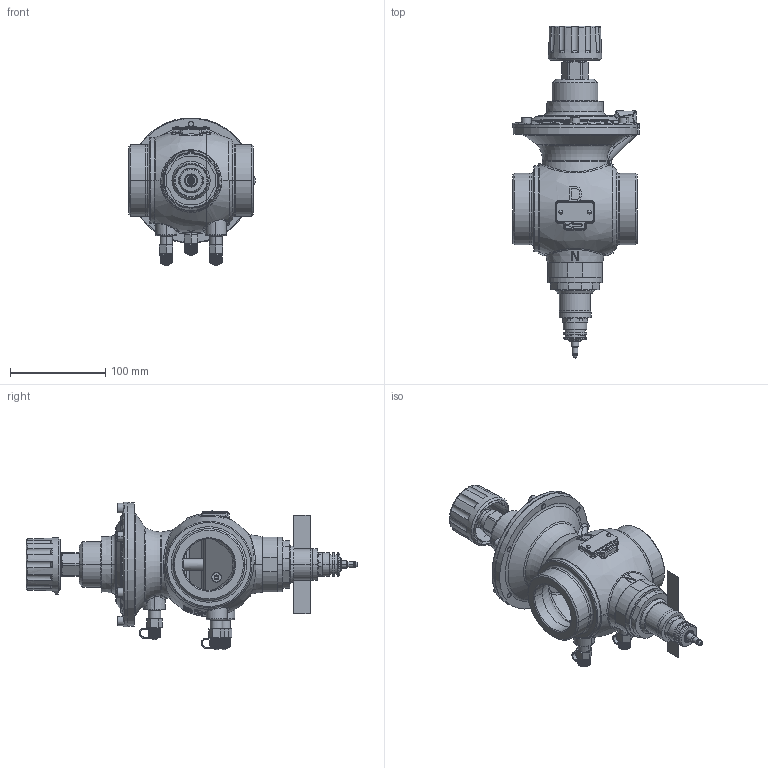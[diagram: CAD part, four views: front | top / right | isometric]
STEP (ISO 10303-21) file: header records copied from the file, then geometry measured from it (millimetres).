
FILE_DESCRIPTION((''),'2;1');
FILE_NAME('003Z0771_ASM','2015-05-08T',('u317927'),('Danfoss'),'PRO/ENGINEER BY PARAMETRIC TECHNOLOGY CORPORATION, 2014000','PRO/ENGINEER BY PARAMETRIC TECHNOLOGY CORPORATION, 2014000','');
FILE_SCHEMA(('CONFIG_CONTROL_DESIGN'));
Products named in the file (29): 8907711; 8907060_ASM; 8907061_ASM; 8907088; HEX_SCREW_DIN912_M6X12; 8907036; 8907037; 89077340; 8907117; 5181001; 8907035; 8503204_VRAT_VENTILA_D_INST; 8503204_STUFFING_BOX_DN65-80_ASM; 89077570_ASM; 89077510; 89077460_ASM; 8901418; 8901388; 8907067_ASM; 8907040; 003L8653; 8901348; 8882005; 5589607; 8901337; 8901338; 8901339; 8901341; 003Z0771_ASM
Assembly tree (37 placements, depth 4):
  003Z0771_ASM
    8907711
    8907060_ASM
    8907061_ASM
    8907088
    HEX_SCREW_DIN912_M6X12  x6
    89077570_ASM
      8907036
      8907037
      89077340
      8907117
      5181001
      8907035
      8503204_STUFFING_BOX_DN65-80_ASM
        8503204_VRAT_VENTILA_D_INST
    89077460_ASM
      89077510
    8907067_ASM
      8901418
      8901388
    8907040
    003L8653
    8901348
    8882005
    5589607  x2
    8901337  x3
    8901338
    8901339  x2
    8901341
Bounding box: 132.92 x 347.8 x 155.03 mm (x, y, z)
Volume: 840203.1 mm3; surface area: 352416.9 mm2
Topology: 33 solids, 87 shells, 3719 faces, 10762 edges, 7271 vertices
Faces by surface type: plane 1855, cylinder 971, cone 362, bspline 351, torus 165, sphere 15
Entity records: 150158 total; most frequent: CARTESIAN_POINT 71703, ORIENTED_EDGE 17430, DIRECTION 13944, EDGE_CURVE 9297, VERTEX_POINT 6352, AXIS2_PLACEMENT_3D 5366, B_SPLINE_CURVE_WITH_KNOTS 3621, EDGE_LOOP 3414
